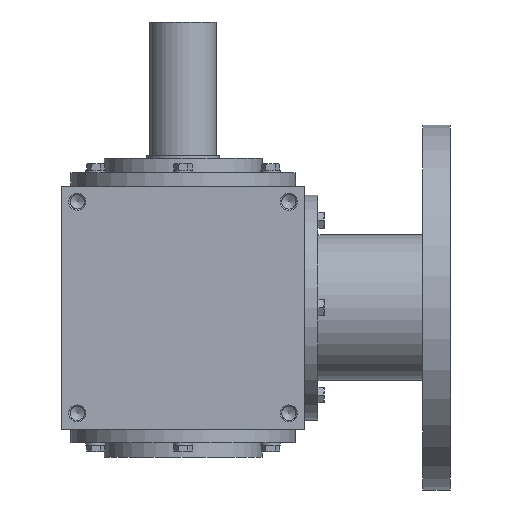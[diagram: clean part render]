
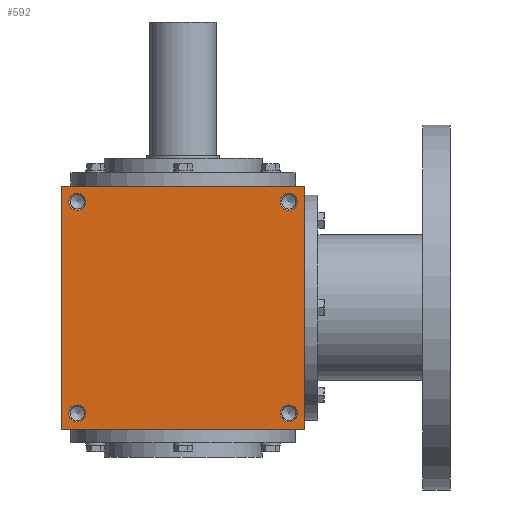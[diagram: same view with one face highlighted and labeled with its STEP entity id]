
A CAD part, front view. The second image highlights one B-rep face of the part: STEP entity #592.
In plain terms, the highlighted planar face has unit normal (0, -1, 0).
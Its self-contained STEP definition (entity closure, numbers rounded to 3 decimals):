
#592 = ADVANCED_FACE( '', ( #1195, #1196, #1197, #1198, #1199 ), #1200, .F. );
#1195 = FACE_BOUND( '', #1928, .T. );
#1196 = FACE_BOUND( '', #1929, .T. );
#1197 = FACE_BOUND( '', #1930, .T. );
#1198 = FACE_BOUND( '', #1931, .T. );
#1199 = FACE_OUTER_BOUND( '', #1932, .T. );
#1200 = PLANE( '', #1933 );
#1928 = EDGE_LOOP( '', ( #2913 ) );
#1929 = EDGE_LOOP( '', ( #2914 ) );
#1930 = EDGE_LOOP( '', ( #2915 ) );
#1931 = EDGE_LOOP( '', ( #2916 ) );
#1932 = EDGE_LOOP( '', ( #2917, #2918, #2919, #2920 ) );
#1933 = AXIS2_PLACEMENT_3D( '', #2921, #2922, #2923 );
#2913 = ORIENTED_EDGE( '', *, *, #4027, .T. );
#2914 = ORIENTED_EDGE( '', *, *, #3978, .T. );
#2915 = ORIENTED_EDGE( '', *, *, #4013, .F. );
#2916 = ORIENTED_EDGE( '', *, *, #4028, .F. );
#2917 = ORIENTED_EDGE( '', *, *, #3767, .T. );
#2918 = ORIENTED_EDGE( '', *, *, #3968, .F. );
#2919 = ORIENTED_EDGE( '', *, *, #4029, .F. );
#2920 = ORIENTED_EDGE( '', *, *, #4030, .T. );
#2921 = CARTESIAN_POINT( '', ( -100., -100., 100. ) );
#2922 = DIRECTION( '', ( 0., 1., 0. ) );
#2923 = DIRECTION( '', ( 0., 0., 1. ) );
#3767 = EDGE_CURVE( '', #4296, #4300, #4302, .T. );
#3968 = EDGE_CURVE( '', #4622, #4300, #4624, .T. );
#3978 = EDGE_CURVE( '', #4637, #4637, #4638, .T. );
#4013 = EDGE_CURVE( '', #4689, #4689, #4690, .T. );
#4027 = EDGE_CURVE( '', #4707, #4707, #4708, .T. );
#4028 = EDGE_CURVE( '', #4709, #4709, #4710, .T. );
#4029 = EDGE_CURVE( '', #4711, #4622, #4712, .T. );
#4030 = EDGE_CURVE( '', #4711, #4296, #4713, .T. );
#4296 = VERTEX_POINT( '', #5029 );
#4300 = VERTEX_POINT( '', #5035 );
#4302 = LINE( '', #5038, #5039 );
#4622 = VERTEX_POINT( '', #5487 );
#4624 = LINE( '', #5490, #5491 );
#4637 = VERTEX_POINT( '', #5504 );
#4638 = CIRCLE( '', #5505, 7. );
#4689 = VERTEX_POINT( '', #5556 );
#4690 = CIRCLE( '', #5557, 7. );
#4707 = VERTEX_POINT( '', #5587 );
#4708 = CIRCLE( '', #5588, 7. );
#4709 = VERTEX_POINT( '', #5589 );
#4710 = CIRCLE( '', #5590, 7. );
#4711 = VERTEX_POINT( '', #5591 );
#4712 = LINE( '', #5592, #5593 );
#4713 = LINE( '', #5594, #5595 );
#5029 = CARTESIAN_POINT( '', ( -100., -100., -100. ) );
#5035 = CARTESIAN_POINT( '', ( 100., -100., -100. ) );
#5038 = CARTESIAN_POINT( '', ( -100., -100., -100. ) );
#5039 = VECTOR( '', #6055, 1000. );
#5487 = CARTESIAN_POINT( '', ( 100., -100., 100. ) );
#5490 = CARTESIAN_POINT( '', ( 100., -100., 100. ) );
#5491 = VECTOR( '', #6386, 1000. );
#5504 = CARTESIAN_POINT( '', ( -87., -100., 94. ) );
#5505 = AXIS2_PLACEMENT_3D( '', #6402, #6403, #6404 );
#5556 = CARTESIAN_POINT( '', ( 87., -100., -94. ) );
#5557 = AXIS2_PLACEMENT_3D( '', #6474, #6475, #6476 );
#5587 = CARTESIAN_POINT( '', ( -87., -100., -80. ) );
#5588 = AXIS2_PLACEMENT_3D( '', #6487, #6488, #6489 );
#5589 = CARTESIAN_POINT( '', ( 87., -100., 80. ) );
#5590 = AXIS2_PLACEMENT_3D( '', #6490, #6491, #6492 );
#5591 = CARTESIAN_POINT( '', ( -100., -100., 100. ) );
#5592 = CARTESIAN_POINT( '', ( -100., -100., 100. ) );
#5593 = VECTOR( '', #6493, 1000. );
#5594 = CARTESIAN_POINT( '', ( -100., -100., 100. ) );
#5595 = VECTOR( '', #6494, 1000. );
#6055 = DIRECTION( '', ( 1., 0., 0. ) );
#6386 = DIRECTION( '', ( 0., 0., -1. ) );
#6402 = CARTESIAN_POINT( '', ( -87., -100., 87. ) );
#6403 = DIRECTION( '', ( 0., 1., 0. ) );
#6404 = DIRECTION( '', ( 0., 0., 1. ) );
#6474 = CARTESIAN_POINT( '', ( 87., -100., -87. ) );
#6475 = DIRECTION( '', ( 0., -1., 0. ) );
#6476 = DIRECTION( '', ( 0., 0., -1. ) );
#6487 = CARTESIAN_POINT( '', ( -87., -100., -87. ) );
#6488 = DIRECTION( '', ( 0., 1., 0. ) );
#6489 = DIRECTION( '', ( 0., 0., 1. ) );
#6490 = CARTESIAN_POINT( '', ( 87., -100., 87. ) );
#6491 = DIRECTION( '', ( 0., -1., 0. ) );
#6492 = DIRECTION( '', ( 0., 0., -1. ) );
#6493 = DIRECTION( '', ( 1., 0., 0. ) );
#6494 = DIRECTION( '', ( 0., 0., -1. ) );
